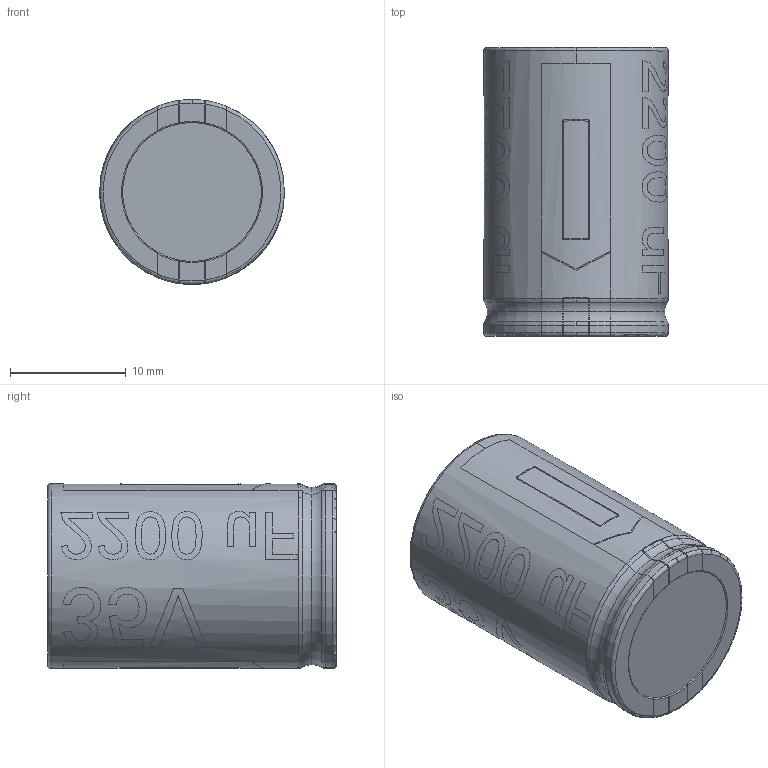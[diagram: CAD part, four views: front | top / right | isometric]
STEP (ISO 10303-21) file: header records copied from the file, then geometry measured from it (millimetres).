
FILE_DESCRIPTION (( 'STEP AP214' ), '1' );
FILE_NAME ('2200uF_35V.STEP', '2016-01-29T20:05:40', ( '' ), ( '' ), 'SwSTEP 2.0', 'SolidWorks 2014', '' );
FILE_SCHEMA (( 'AUTOMOTIVE_DESIGN' ));
Length unit declared in the file: millimetre
Products named in the file (1): 2200uF_35V
Bounding box: 16 x 25 x 16 mm (x, y, z)
Volume: 4980.2 mm3; surface area: 1654.8 mm2
Topology: 1 solids, 1 shells, 151 faces, 546 edges, 422 vertices
Faces by surface type: torus 79, cylinder 57, plane 15
Entity records: 8019 total; most frequent: CARTESIAN_POINT 3477, ORIENTED_EDGE 1092, DIRECTION 785, EDGE_CURVE 546, VERTEX_POINT 422, AXIS2_PLACEMENT_3D 347, B_SPLINE_CURVE_WITH_KNOTS 226, CIRCLE 195
